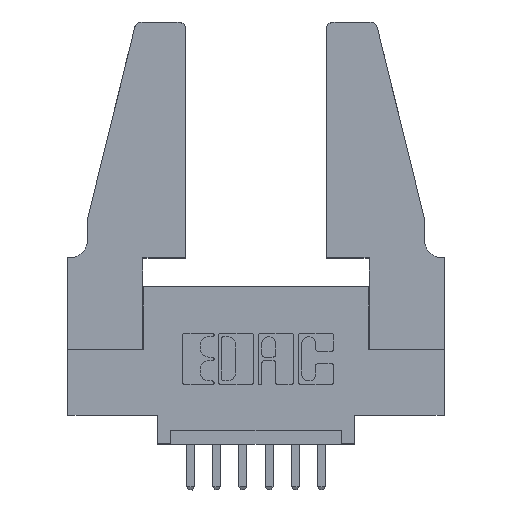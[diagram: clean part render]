
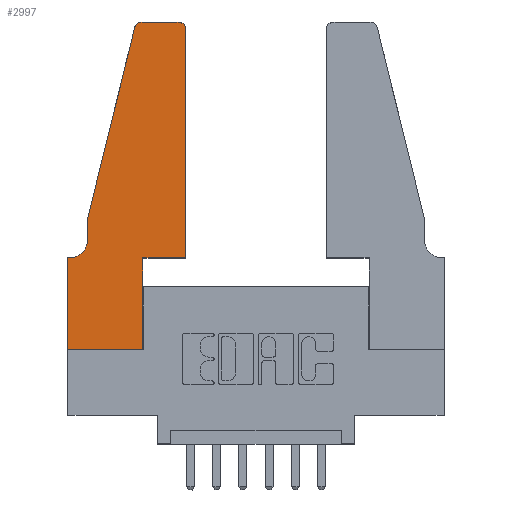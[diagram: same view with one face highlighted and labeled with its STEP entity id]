
A CAD part, top view. The second image highlights one B-rep face of the part: STEP entity #2997.
In plain terms, the highlighted planar face has unit normal (0, 0, 1).
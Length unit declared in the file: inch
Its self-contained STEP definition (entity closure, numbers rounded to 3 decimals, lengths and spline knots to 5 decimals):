
#75 = ORIENTED_EDGE ( 'NONE', *, *, #8142, .T. ) ;
#104 = VERTEX_POINT ( 'NONE', #4153 ) ;
#183 = CARTESIAN_POINT ( 'NONE',  ( 0., 0.35, 0.37 ) ) ;
#488 = ORIENTED_EDGE ( 'NONE', *, *, #891, .T. ) ;
#495 = DIRECTION ( 'NONE',  ( 0., 0., 1. ) ) ;
#503 = LINE ( 'NONE', #1834, #4431 ) ;
#891 = EDGE_CURVE ( 'NONE', #4697, #10311, #503, .T. ) ;
#957 = AXIS2_PLACEMENT_3D ( 'NONE', #1085, #7471, #1966 ) ;
#980 = CARTESIAN_POINT ( 'NONE',  ( 0.0755, 0.35, 0.37 ) ) ;
#1085 = CARTESIAN_POINT ( 'NONE',  ( 0.4205, 1.22, 0.37 ) ) ;
#1221 = ORIENTED_EDGE ( 'NONE', *, *, #10007, .T. ) ;
#1309 = DIRECTION ( 'NONE',  ( 1., 0., 0. ) ) ;
#1336 = VERTEX_POINT ( 'NONE', #6303 ) ;
#1401 = DIRECTION ( 'NONE',  ( 1., 0., 0. ) ) ;
#1482 = CARTESIAN_POINT ( 'NONE',  ( 0., 0., 0.37 ) ) ;
#1608 = VECTOR ( 'NONE', #6549, 39.37008 ) ;
#1756 = CARTESIAN_POINT ( 'NONE',  ( 0.2865, 0.35, 0.37 ) ) ;
#1834 = CARTESIAN_POINT ( 'NONE',  ( 0.2865, 0.35, 0.37 ) ) ;
#1966 = DIRECTION ( 'NONE',  ( 1., 0., 0. ) ) ;
#2221 = VECTOR ( 'NONE', #3259, 39.37008 ) ;
#2241 = LINE ( 'NONE', #7299, #11675 ) ;
#2295 = LINE ( 'NONE', #2592, #10011 ) ;
#2422 = EDGE_CURVE ( 'NONE', #10311, #8524, #3964, .T. ) ;
#2592 = CARTESIAN_POINT ( 'NONE',  ( 0.0755, 0.5, 0.37 ) ) ;
#2848 = DIRECTION ( 'NONE',  ( 0., 0., 1. ) ) ;
#2997 = ADVANCED_FACE ( 'NONE', ( #6157 ), #9221, .T. ) ;
#3120 = CARTESIAN_POINT ( 'NONE',  ( 0., 0., 0.37 ) ) ;
#3258 = CIRCLE ( 'NONE', #957, 0.03 ) ;
#3259 = DIRECTION ( 'NONE',  ( 0., -1., 0. ) ) ;
#3689 = EDGE_CURVE ( 'NONE', #3810, #9160, #3258, .T. ) ;
#3755 = DIRECTION ( 'NONE',  ( 0., 1., 0. ) ) ;
#3780 = VERTEX_POINT ( 'NONE', #5849 ) ;
#3810 = VERTEX_POINT ( 'NONE', #11523 ) ;
#3868 = DIRECTION ( 'NONE',  ( -1., 0., 0. ) ) ;
#3964 = LINE ( 'NONE', #10719, #7141 ) ;
#4028 = DIRECTION ( 'NONE',  ( 1., 0., 0. ) ) ;
#4153 = CARTESIAN_POINT ( 'NONE',  ( 0.0755, 0.42, 0.37 ) ) ;
#4235 = EDGE_CURVE ( 'NONE', #1336, #11343, #2241, .T. ) ;
#4241 = ORIENTED_EDGE ( 'NONE', *, *, #4766, .T. ) ;
#4431 = VECTOR ( 'NONE', #3755, 39.37008 ) ;
#4639 = LINE ( 'NONE', #1482, #2221 ) ;
#4645 = EDGE_CURVE ( 'NONE', #10490, #7301, #4805, .T. ) ;
#4656 = ORIENTED_EDGE ( 'NONE', *, *, #4645, .T. ) ;
#4697 = VERTEX_POINT ( 'NONE', #7363 ) ;
#4736 = CARTESIAN_POINT ( 'NONE',  ( 0.2605, 1.25, 0.37 ) ) ;
#4766 = EDGE_CURVE ( 'NONE', #9160, #5299, #5383, .T. ) ;
#4805 = LINE ( 'NONE', #980, #6817 ) ;
#5019 = EDGE_LOOP ( 'NONE', ( #4241, #75, #5739, #11008, #7119, #4656, #7231, #7163, #488, #8063, #1221, #11618 ) ) ;
#5299 = VERTEX_POINT ( 'NONE', #5796 ) ;
#5367 = CARTESIAN_POINT ( 'NONE',  ( 0.4205, 1.25, 0.37 ) ) ;
#5383 = LINE ( 'NONE', #4736, #6252 ) ;
#5479 = DIRECTION ( 'NONE',  ( -0.239, -0.971, 0. ) ) ;
#5739 = ORIENTED_EDGE ( 'NONE', *, *, #4235, .T. ) ;
#5796 = CARTESIAN_POINT ( 'NONE',  ( 0.284, 1.25, 0.37 ) ) ;
#5849 = CARTESIAN_POINT ( 'NONE',  ( 0., 0., 0.37 ) ) ;
#6157 = FACE_OUTER_BOUND ( 'NONE', #5019, .T. ) ;
#6252 = VECTOR ( 'NONE', #3868, 39.37008 ) ;
#6303 = CARTESIAN_POINT ( 'NONE',  ( 0.25487, 1.22718, 0.37 ) ) ;
#6406 = CARTESIAN_POINT ( 'NONE',  ( 0.0055, 0.42, 0.37 ) ) ;
#6549 = DIRECTION ( 'NONE',  ( 0., 1., 0. ) ) ;
#6813 = EDGE_CURVE ( 'NONE', #104, #10490, #6814, .T. ) ;
#6814 = CIRCLE ( 'NONE', #9299, 0.07 ) ;
#6817 = VECTOR ( 'NONE', #11044, 39.37008 ) ;
#7119 = ORIENTED_EDGE ( 'NONE', *, *, #6813, .T. ) ;
#7141 = VECTOR ( 'NONE', #1401, 39.37008 ) ;
#7163 = ORIENTED_EDGE ( 'NONE', *, *, #7244, .T. ) ;
#7204 = EDGE_CURVE ( 'NONE', #7301, #3780, #4639, .T. ) ;
#7231 = ORIENTED_EDGE ( 'NONE', *, *, #7204, .T. ) ;
#7244 = EDGE_CURVE ( 'NONE', #3780, #4697, #11074, .T. ) ;
#7299 = CARTESIAN_POINT ( 'NONE',  ( 0.0755, 0.5, 0.37 ) ) ;
#7301 = VERTEX_POINT ( 'NONE', #7651 ) ;
#7363 = CARTESIAN_POINT ( 'NONE',  ( 0.2865, 0., 0.37 ) ) ;
#7471 = DIRECTION ( 'NONE',  ( 0., 0., 1. ) ) ;
#7651 = CARTESIAN_POINT ( 'NONE',  ( 0., 0.35, 0.37 ) ) ;
#7690 = CARTESIAN_POINT ( 'NONE',  ( 0.284, 1.22, 0.37 ) ) ;
#8063 = ORIENTED_EDGE ( 'NONE', *, *, #2422, .T. ) ;
#8142 = EDGE_CURVE ( 'NONE', #5299, #1336, #11763, .T. ) ;
#8389 = DIRECTION ( 'NONE',  ( 1., 0., 0. ) ) ;
#8524 = VERTEX_POINT ( 'NONE', #9341 ) ;
#8743 = CARTESIAN_POINT ( 'NONE',  ( 0.0055, 0.35, 0.37 ) ) ;
#8853 = CARTESIAN_POINT ( 'NONE',  ( 0.0755, 0.5, 0.37 ) ) ;
#8903 = LINE ( 'NONE', #11258, #1608 ) ;
#9076 = DIRECTION ( 'NONE',  ( 0., -1., 0. ) ) ;
#9089 = DIRECTION ( 'NONE',  ( -1., 0., 0. ) ) ;
#9160 = VERTEX_POINT ( 'NONE', #5367 ) ;
#9221 = PLANE ( 'NONE',  #10035 ) ;
#9299 = AXIS2_PLACEMENT_3D ( 'NONE', #6406, #10037, #9089 ) ;
#9341 = CARTESIAN_POINT ( 'NONE',  ( 0.4505, 0.35, 0.37 ) ) ;
#10007 = EDGE_CURVE ( 'NONE', #8524, #3810, #8903, .T. ) ;
#10011 = VECTOR ( 'NONE', #9076, 39.37008 ) ;
#10035 = AXIS2_PLACEMENT_3D ( 'NONE', #183, #2848, #8389 ) ;
#10037 = DIRECTION ( 'NONE',  ( 0., 0., -1. ) ) ;
#10311 = VERTEX_POINT ( 'NONE', #1756 ) ;
#10359 = EDGE_CURVE ( 'NONE', #11343, #104, #2295, .T. ) ;
#10490 = VERTEX_POINT ( 'NONE', #8743 ) ;
#10719 = CARTESIAN_POINT ( 'NONE',  ( 0.4505, 0.35, 0.37 ) ) ;
#10936 = VECTOR ( 'NONE', #1309, 39.37008 ) ;
#11008 = ORIENTED_EDGE ( 'NONE', *, *, #10359, .T. ) ;
#11044 = DIRECTION ( 'NONE',  ( -1., 0., 0. ) ) ;
#11074 = LINE ( 'NONE', #3120, #10936 ) ;
#11258 = CARTESIAN_POINT ( 'NONE',  ( 0.4505, 0.35, 0.37 ) ) ;
#11343 = VERTEX_POINT ( 'NONE', #8853 ) ;
#11446 = AXIS2_PLACEMENT_3D ( 'NONE', #7690, #495, #4028 ) ;
#11523 = CARTESIAN_POINT ( 'NONE',  ( 0.4505, 1.22, 0.37 ) ) ;
#11618 = ORIENTED_EDGE ( 'NONE', *, *, #3689, .T. ) ;
#11675 = VECTOR ( 'NONE', #5479, 39.37008 ) ;
#11763 = CIRCLE ( 'NONE', #11446, 0.03 ) ;
